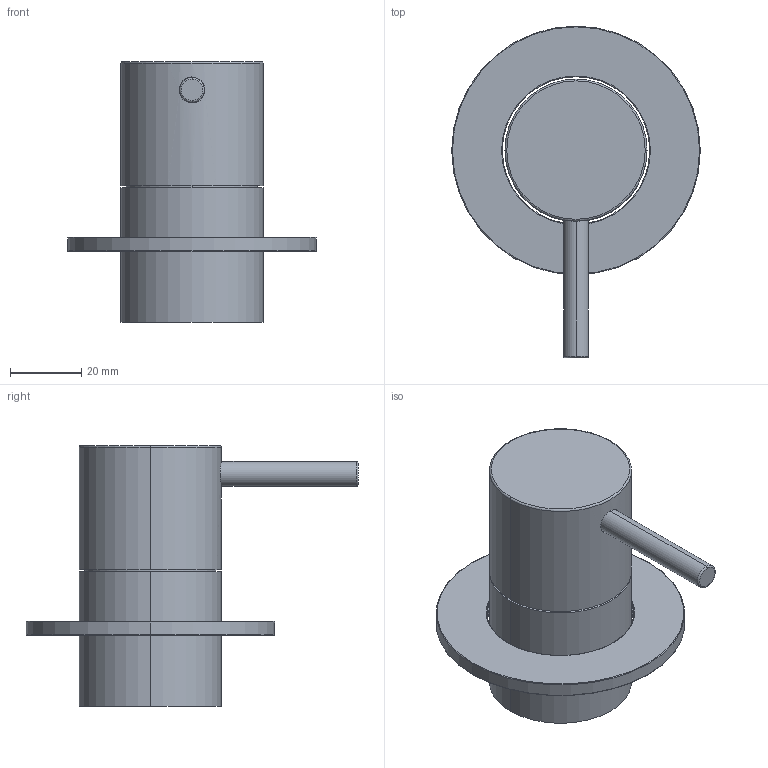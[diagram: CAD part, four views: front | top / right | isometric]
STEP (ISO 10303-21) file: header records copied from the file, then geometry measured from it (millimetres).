
FILE_DESCRIPTION (( 'STEP AP214' ), '1' );
FILE_NAME ('COM.0003 3D.STEP', '2023-01-19T11:14:02', ( '' ), ( '' ), 'SwSTEP 2.0', 'SolidWorks 2022', '' );
FILE_SCHEMA (( 'AUTOMOTIVE_DESIGN' ));
Length unit declared in the file: millimetre
Products named in the file (6): 0001-POMULO_Ø7x40MM_000000000000; 0001-ESPELHO_Ø70_CORPO_CARTUCHO_Ø35_000000000000; 0001-CASQUILHO_Ø40x38MM_000000000000; COM.0003 3D; 0001-MANIPULO_Ø40x35MM_QUADRA_000000000000; 0001-EMBELEZADOR_Ø37x10MM_000000000000
Assembly tree (5 placements, depth 2):
  COM.0003 3D
    0001-CASQUILHO_Ø40x38MM_000000000000
    0001-EMBELEZADOR_Ø37x10MM_000000000000
    0001-MANIPULO_Ø40x35MM_QUADRA_000000000000
    0001-POMULO_Ø7x40MM_000000000000
    0001-ESPELHO_Ø70_CORPO_CARTUCHO_Ø35_000000000000
Bounding box: 70 x 93.5 x 73.5 mm (x, y, z)
Volume: 32989 mm3; surface area: 32111.4 mm2
Topology: 5 solids, 5 shells, 131 faces, 275 edges, 159 vertices
Faces by surface type: cone 42, plane 40, cylinder 37, torus 12
Entity records: 3959 total; most frequent: CARTESIAN_POINT 827, DIRECTION 657, ORIENTED_EDGE 546, EDGE_CURVE 273, AXIS2_PLACEMENT_3D 269, VERTEX_POINT 159, EDGE_LOOP 148, ADVANCED_FACE 131
